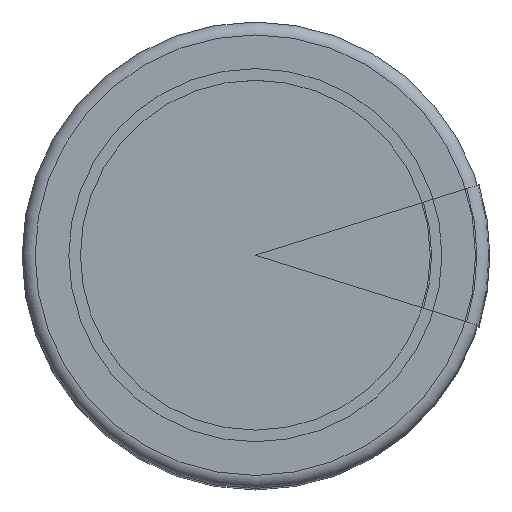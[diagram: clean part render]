
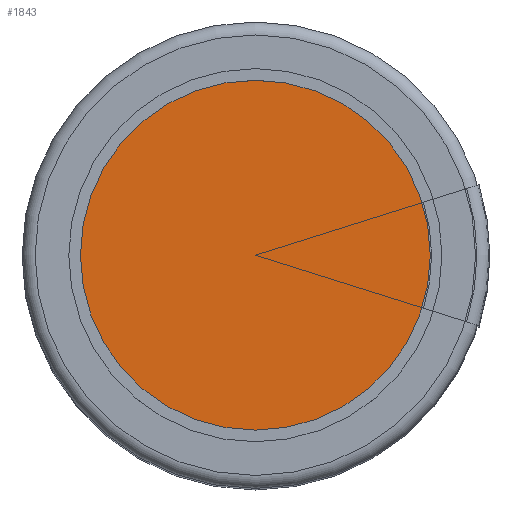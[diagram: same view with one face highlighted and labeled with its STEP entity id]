
A CAD part, top view. The second image highlights one B-rep face of the part: STEP entity #1843.
In plain terms, the highlighted planar face has unit normal (0, 0, 1).
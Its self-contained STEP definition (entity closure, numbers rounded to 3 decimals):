
#1758 = VERTEX_POINT('',#1759);
#1759 = CARTESIAN_POINT('',(7.2,0.,35.45));
#1766 = CYLINDRICAL_SURFACE('',#1767,7.2);
#1767 = AXIS2_PLACEMENT_3D('',#1768,#1769,#1770);
#1768 = CARTESIAN_POINT('',(0.,0.,35.3));
#1769 = DIRECTION('',(-0.,-0.,-1.));
#1770 = DIRECTION('',(1.,0.,0.));
#1785 = EDGE_CURVE('',#1758,#1758,#1786,.T.);
#1786 = SURFACE_CURVE('',#1787,(#1792,#1799),.PCURVE_S1.);
#1787 = CIRCLE('',#1788,7.2);
#1788 = AXIS2_PLACEMENT_3D('',#1789,#1790,#1791);
#1789 = CARTESIAN_POINT('',(0.,0.,35.45));
#1790 = DIRECTION('',(0.,0.,1.));
#1791 = DIRECTION('',(1.,0.,0.));
#1792 = PCURVE('',#1766,#1793);
#1793 = DEFINITIONAL_REPRESENTATION('',(#1794),#1798);
#1794 = LINE('',#1795,#1796);
#1795 = CARTESIAN_POINT('',(-0.,-0.15));
#1796 = VECTOR('',#1797,1.);
#1797 = DIRECTION('',(-1.,0.));
#1798 = ( GEOMETRIC_REPRESENTATION_CONTEXT(2) 
PARAMETRIC_REPRESENTATION_CONTEXT() REPRESENTATION_CONTEXT('2D SPACE',''
  ) );
#1799 = PCURVE('',#1800,#1805);
#1800 = PLANE('',#1801);
#1801 = AXIS2_PLACEMENT_3D('',#1802,#1803,#1804);
#1802 = CARTESIAN_POINT('',(0.,0.,35.45
    ));
#1803 = DIRECTION('',(0.,0.,1.));
#1804 = DIRECTION('',(1.,0.,0.));
#1805 = DEFINITIONAL_REPRESENTATION('',(#1806),#1810);
#1806 = CIRCLE('',#1807,7.2);
#1807 = AXIS2_PLACEMENT_2D('',#1808,#1809);
#1808 = CARTESIAN_POINT('',(0.,0.));
#1809 = DIRECTION('',(1.,0.));
#1810 = ( GEOMETRIC_REPRESENTATION_CONTEXT(2) 
PARAMETRIC_REPRESENTATION_CONTEXT() REPRESENTATION_CONTEXT('2D SPACE',''
  ) );
#1843 = ADVANCED_FACE('',(#1844),#1800,.T.);
#1844 = FACE_BOUND('',#1845,.T.);
#1845 = EDGE_LOOP('',(#1846));
#1846 = ORIENTED_EDGE('',*,*,#1785,.T.);
